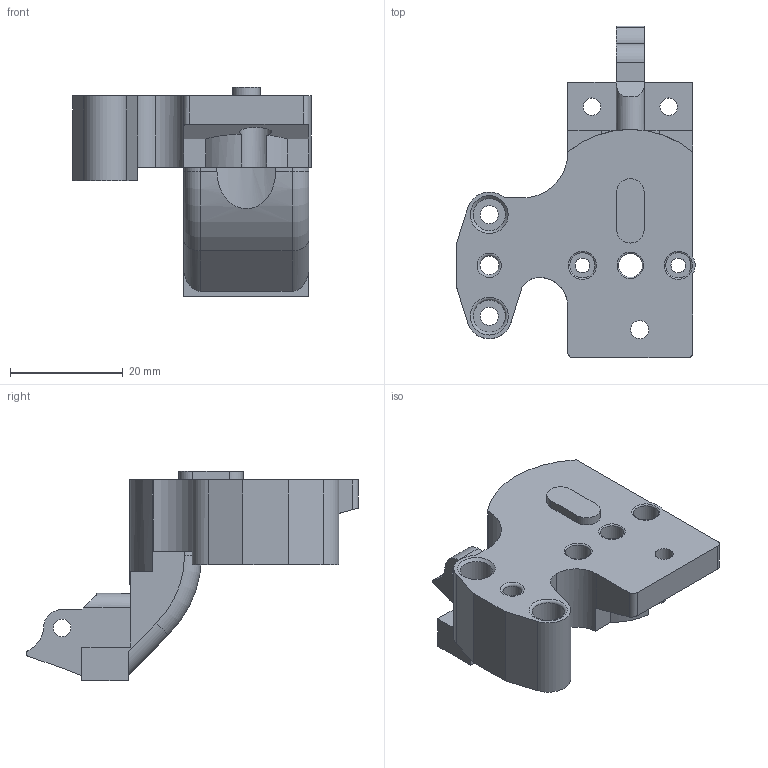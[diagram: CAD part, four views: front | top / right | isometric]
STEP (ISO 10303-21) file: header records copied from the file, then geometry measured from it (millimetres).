
FILE_DESCRIPTION(/* description */ (''),/* implementation_level */ '2;1');
FILE_NAME(/* name */ 'EDP Planetary Vertical - Nova Adapter - Integrated.step',/* time_stamp */ '2020-12-25T00:09:02-05:00',/* author */ (''),/* organization */ (''),/* preprocessor_version */ 'ST-DEVELOPER v18.1',/* originating_system */ 'Autodesk Translation Framework v9.7.1.1290',/* authorisation */ '');
FILE_SCHEMA (('AUTOMOTIVE_DESIGN { 1 0 10303 214 3 1 1 }'));
Length unit declared in the file: millimetre
Products named in the file (1): Nova Adapter - Integrated
Bounding box: 42.26 x 58.84 x 37.17 mm (x, y, z)
Volume: 19577 mm3; surface area: 7869.3 mm2
Topology: 1 solids, 1 shells, 99 faces, 259 edges, 169 vertices
Faces by surface type: plane 50, cylinder 41, torus 7, cone 1
Full cylindrical faces by diameter (mm): 2.6 x2, 3.1 x3, 3.196 x1, 3.2 x1, 3.202 x1, 3.302 x1, 4.2 x1, 4.5 x2, 5.7 x5
Entity records: 3163 total; most frequent: DIRECTION 564, CARTESIAN_POINT 549, ORIENTED_EDGE 518, EDGE_CURVE 259, AXIS2_PLACEMENT_3D 206, VERTEX_POINT 169, LINE 152, VECTOR 152
